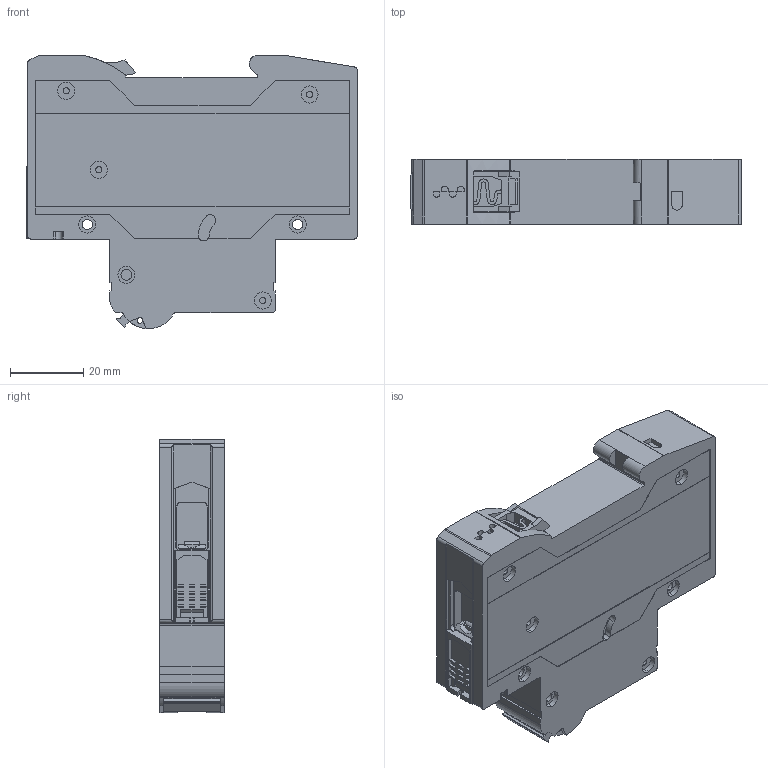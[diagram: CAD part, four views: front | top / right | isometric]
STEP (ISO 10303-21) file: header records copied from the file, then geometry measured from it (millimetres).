
FILE_DESCRIPTION (( 'STEP AP214' ), '1' );
FILE_NAME ('5SL61.STEP', '2010-04-21T14:18:40', ( 'Uwe Förster' ), ( 'Siemens and Partners' ), 'SwSTEP 2.0', 'SolidWorks 2009', '' );
FILE_SCHEMA (( 'AUTOMOTIVE_DESIGN' ));
Length unit declared in the file: millimetre
Products named in the file (1): 5SL61
Bounding box: 90.05 x 17.6 x 74.5 mm (x, y, z)
Volume: 86958.4 mm3; surface area: 19274.6 mm2
Topology: 1 solids, 1 shells, 712 faces, 1951 edges, 1294 vertices
Faces by surface type: plane 473, cylinder 160, bspline 79
Entity records: 34373 total; most frequent: CARTESIAN_POINT 8961, ORIENTED_EDGE 3902, DIRECTION 3311, EDGE_CURVE 1951, VECTOR 1415, LINE 1415, VERTEX_POINT 1294, AXIS2_PLACEMENT_3D 948
